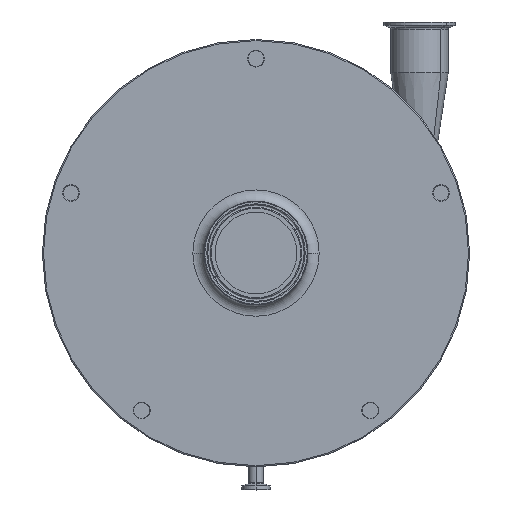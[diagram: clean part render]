
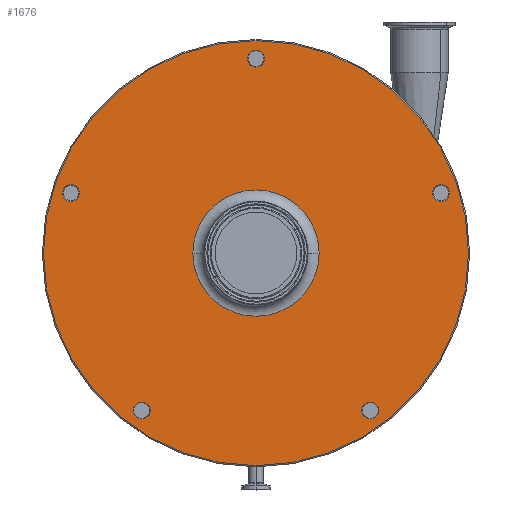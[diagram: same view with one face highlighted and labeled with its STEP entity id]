
A CAD part, top view. The second image highlights one B-rep face of the part: STEP entity #1676.
In plain terms, the highlighted planar face has unit normal (0, 0, 1).
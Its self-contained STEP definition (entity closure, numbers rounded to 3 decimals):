
#15 = EDGE_LOOP ( 'NONE', ( #5318, #3856 ) ) ;
#42 = AXIS2_PLACEMENT_3D ( 'NONE', #1870, #2262, #2943 ) ;
#63 = CARTESIAN_POINT ( 'NONE',  ( -101.393, -147.055, 29.5 ) ) ;
#200 = DIRECTION ( 'NONE',  ( -1., 0., 0. ) ) ;
#216 = EDGE_CURVE ( 'NONE', #3384, #2930, #6272, .T. ) ;
#235 = CIRCLE ( 'NONE', #1379, 56. ) ;
#240 = FACE_BOUND ( 'NONE', #4682, .T. ) ;
#419 = EDGE_LOOP ( 'NONE', ( #2562, #7050 ) ) ;
#467 = DIRECTION ( 'NONE',  ( 0., 0., 1. ) ) ;
#571 = EDGE_LOOP ( 'NONE', ( #1932, #3801 ) ) ;
#582 = CARTESIAN_POINT ( 'NONE',  ( 101.393, -139.555, 29.5 ) ) ;
#590 = ORIENTED_EDGE ( 'NONE', *, *, #6617, .F. ) ;
#658 = ORIENTED_EDGE ( 'NONE', *, *, #216, .F. ) ;
#677 = AXIS2_PLACEMENT_3D ( 'NONE', #2435, #4081, #1348 ) ;
#679 = ORIENTED_EDGE ( 'NONE', *, *, #2021, .F. ) ;
#729 = AXIS2_PLACEMENT_3D ( 'NONE', #2159, #467, #4308 ) ;
#758 = DIRECTION ( 'NONE',  ( 0., 0., 1. ) ) ;
#803 = FACE_BOUND ( 'NONE', #571, .T. ) ;
#813 = CARTESIAN_POINT ( 'NONE',  ( 164.057, 60.805, 29.5 ) ) ;
#832 = FACE_OUTER_BOUND ( 'NONE', #419, .T. ) ;
#846 = CARTESIAN_POINT ( 'NONE',  ( 56., 0., 29.5 ) ) ;
#916 = VERTEX_POINT ( 'NONE', #4876 ) ;
#947 = CIRCLE ( 'NONE', #5668, 7.5 ) ;
#949 = DIRECTION ( 'NONE',  ( -1., 0., 0. ) ) ;
#1173 = AXIS2_PLACEMENT_3D ( 'NONE', #6212, #6679, #6791 ) ;
#1269 = CARTESIAN_POINT ( 'NONE',  ( -7.5, 172.5, 29.5 ) ) ;
#1277 = VERTEX_POINT ( 'NONE', #813 ) ;
#1309 = VERTEX_POINT ( 'NONE', #846 ) ;
#1348 = DIRECTION ( 'NONE',  ( -1., 0., 0. ) ) ;
#1379 = AXIS2_PLACEMENT_3D ( 'NONE', #6658, #2362, #200 ) ;
#1413 = EDGE_CURVE ( 'NONE', #5299, #916, #1712, .T. ) ;
#1441 = EDGE_LOOP ( 'NONE', ( #2066, #3594 ) ) ;
#1462 = DIRECTION ( 'NONE',  ( 0., 0., 1. ) ) ;
#1485 = FACE_BOUND ( 'NONE', #15, .T. ) ;
#1641 = CIRCLE ( 'NONE', #3495, 7.5 ) ;
#1676 = ADVANCED_FACE ( 'NONE', ( #2536, #5258, #1485, #240, #3606, #832, #803 ), #1964, .F. ) ;
#1682 = CARTESIAN_POINT ( 'NONE',  ( 101.393, -132.055, 29.5 ) ) ;
#1712 = CIRCLE ( 'NONE', #5261, 188.5 ) ;
#1723 = EDGE_CURVE ( 'NONE', #5218, #1309, #3771, .T. ) ;
#1730 = DIRECTION ( 'NONE',  ( 0., -1., 0. ) ) ;
#1740 = DIRECTION ( 'NONE',  ( 0., -1., 0. ) ) ;
#1870 = CARTESIAN_POINT ( 'NONE',  ( 0., 0., 29.5 ) ) ;
#1897 = CIRCLE ( 'NONE', #5911, 7.5 ) ;
#1932 = ORIENTED_EDGE ( 'NONE', *, *, #1723, .T. ) ;
#1964 = PLANE ( 'NONE',  #677 ) ;
#2021 = EDGE_CURVE ( 'NONE', #2930, #3384, #3201, .T. ) ;
#2066 = ORIENTED_EDGE ( 'NONE', *, *, #4965, .F. ) ;
#2155 = CARTESIAN_POINT ( 'NONE',  ( 101.393, -147.055, 29.5 ) ) ;
#2159 = CARTESIAN_POINT ( 'NONE',  ( -164.057, 53.305, 29.5 ) ) ;
#2167 = EDGE_CURVE ( 'NONE', #2470, #2493, #2876, .T. ) ;
#2184 = CARTESIAN_POINT ( 'NONE',  ( -101.393, -139.555, 29.5 ) ) ;
#2262 = DIRECTION ( 'NONE',  ( 0., 0., 1. ) ) ;
#2362 = DIRECTION ( 'NONE',  ( 0., 0., -1. ) ) ;
#2435 = CARTESIAN_POINT ( 'NONE',  ( 0., 189.5, 29.5 ) ) ;
#2443 = DIRECTION ( 'NONE',  ( 0., 0., 1. ) ) ;
#2470 = VERTEX_POINT ( 'NONE', #2155 ) ;
#2493 = VERTEX_POINT ( 'NONE', #1682 ) ;
#2536 = FACE_BOUND ( 'NONE', #6834, .T. ) ;
#2562 = ORIENTED_EDGE ( 'NONE', *, *, #1413, .T. ) ;
#2864 = ORIENTED_EDGE ( 'NONE', *, *, #5782, .F. ) ;
#2876 = CIRCLE ( 'NONE', #6530, 7.5 ) ;
#2899 = CARTESIAN_POINT ( 'NONE',  ( 7.5, 172.5, 29.5 ) ) ;
#2930 = VERTEX_POINT ( 'NONE', #2899 ) ;
#2943 = DIRECTION ( 'NONE',  ( -1., 0., 0. ) ) ;
#2992 = EDGE_CURVE ( 'NONE', #1309, #5218, #235, .T. ) ;
#3201 = CIRCLE ( 'NONE', #3436, 7.5 ) ;
#3206 = VERTEX_POINT ( 'NONE', #4793 ) ;
#3331 = ORIENTED_EDGE ( 'NONE', *, *, #6117, .F. ) ;
#3384 = VERTEX_POINT ( 'NONE', #1269 ) ;
#3388 = DIRECTION ( 'NONE',  ( 0., 0., 1. ) ) ;
#3432 = DIRECTION ( 'NONE',  ( 0., 0., 1. ) ) ;
#3436 = AXIS2_PLACEMENT_3D ( 'NONE', #6610, #6037, #6176 ) ;
#3481 = CIRCLE ( 'NONE', #1173, 7.5 ) ;
#3483 = AXIS2_PLACEMENT_3D ( 'NONE', #2184, #4368, #6552 ) ;
#3495 = AXIS2_PLACEMENT_3D ( 'NONE', #582, #4460, #1730 ) ;
#3594 = ORIENTED_EDGE ( 'NONE', *, *, #5002, .F. ) ;
#3606 = FACE_BOUND ( 'NONE', #6111, .T. ) ;
#3689 = CARTESIAN_POINT ( 'NONE',  ( 0., 0., 29.5 ) ) ;
#3706 = VERTEX_POINT ( 'NONE', #5206 ) ;
#3716 = CIRCLE ( 'NONE', #729, 7.5 ) ;
#3771 = CIRCLE ( 'NONE', #4694, 56. ) ;
#3801 = ORIENTED_EDGE ( 'NONE', *, *, #2992, .T. ) ;
#3822 = CIRCLE ( 'NONE', #3483, 7.5 ) ;
#3856 = ORIENTED_EDGE ( 'NONE', *, *, #5598, .F. ) ;
#3962 = CARTESIAN_POINT ( 'NONE',  ( -188.5, 0., 29.5 ) ) ;
#3971 = CARTESIAN_POINT ( 'NONE',  ( -101.393, -139.555, 29.5 ) ) ;
#4081 = DIRECTION ( 'NONE',  ( 0., 0., -1. ) ) ;
#4253 = CARTESIAN_POINT ( 'NONE',  ( 0., 0., 29.5 ) ) ;
#4308 = DIRECTION ( 'NONE',  ( 0., -1., 0. ) ) ;
#4324 = CARTESIAN_POINT ( 'NONE',  ( 164.057, 53.305, 29.5 ) ) ;
#4368 = DIRECTION ( 'NONE',  ( 0., 0., 1. ) ) ;
#4460 = DIRECTION ( 'NONE',  ( 0., 0., 1. ) ) ;
#4528 = CIRCLE ( 'NONE', #6578, 7.5 ) ;
#4546 = DIRECTION ( 'NONE',  ( 0., -1., 0. ) ) ;
#4615 = CARTESIAN_POINT ( 'NONE',  ( -164.057, 53.305, 29.5 ) ) ;
#4682 = EDGE_LOOP ( 'NONE', ( #2864, #6656 ) ) ;
#4694 = AXIS2_PLACEMENT_3D ( 'NONE', #4253, #6438, #4873 ) ;
#4793 = CARTESIAN_POINT ( 'NONE',  ( 164.057, 45.805, 29.5 ) ) ;
#4873 = DIRECTION ( 'NONE',  ( -1., 0., 0. ) ) ;
#4876 = CARTESIAN_POINT ( 'NONE',  ( 188.5, 0., 29.5 ) ) ;
#4878 = VERTEX_POINT ( 'NONE', #6701 ) ;
#4937 = CARTESIAN_POINT ( 'NONE',  ( -56., 0., 29.5 ) ) ;
#4965 = EDGE_CURVE ( 'NONE', #6155, #5574, #3822, .T. ) ;
#5002 = EDGE_CURVE ( 'NONE', #5574, #6155, #947, .T. ) ;
#5206 = CARTESIAN_POINT ( 'NONE',  ( -164.057, 45.805, 29.5 ) ) ;
#5218 = VERTEX_POINT ( 'NONE', #4937 ) ;
#5256 = EDGE_CURVE ( 'NONE', #1277, #3206, #4528, .T. ) ;
#5258 = FACE_BOUND ( 'NONE', #1441, .T. ) ;
#5261 = AXIS2_PLACEMENT_3D ( 'NONE', #3689, #1462, #949 ) ;
#5299 = VERTEX_POINT ( 'NONE', #3962 ) ;
#5318 = ORIENTED_EDGE ( 'NONE', *, *, #2167, .F. ) ;
#5519 = CARTESIAN_POINT ( 'NONE',  ( 101.393, -139.555, 29.5 ) ) ;
#5557 = DIRECTION ( 'NONE',  ( 0., -1., 0. ) ) ;
#5574 = VERTEX_POINT ( 'NONE', #6645 ) ;
#5598 = EDGE_CURVE ( 'NONE', #2493, #2470, #1641, .T. ) ;
#5629 = DIRECTION ( 'NONE',  ( 0., 0., 1. ) ) ;
#5668 = AXIS2_PLACEMENT_3D ( 'NONE', #3971, #3432, #6775 ) ;
#5674 = CIRCLE ( 'NONE', #42, 188.5 ) ;
#5712 = DIRECTION ( 'NONE',  ( 1., 0., 0. ) ) ;
#5782 = EDGE_CURVE ( 'NONE', #3206, #1277, #3481, .T. ) ;
#5911 = AXIS2_PLACEMENT_3D ( 'NONE', #4615, #758, #4546 ) ;
#5936 = AXIS2_PLACEMENT_3D ( 'NONE', #6821, #2443, #5712 ) ;
#6037 = DIRECTION ( 'NONE',  ( 0., 0., 1. ) ) ;
#6111 = EDGE_LOOP ( 'NONE', ( #679, #658 ) ) ;
#6117 = EDGE_CURVE ( 'NONE', #4878, #3706, #3716, .T. ) ;
#6155 = VERTEX_POINT ( 'NONE', #63 ) ;
#6176 = DIRECTION ( 'NONE',  ( 1., 0., 0. ) ) ;
#6212 = CARTESIAN_POINT ( 'NONE',  ( 164.057, 53.305, 29.5 ) ) ;
#6222 = EDGE_CURVE ( 'NONE', #916, #5299, #5674, .T. ) ;
#6272 = CIRCLE ( 'NONE', #5936, 7.5 ) ;
#6438 = DIRECTION ( 'NONE',  ( 0., 0., -1. ) ) ;
#6530 = AXIS2_PLACEMENT_3D ( 'NONE', #5519, #5629, #5557 ) ;
#6552 = DIRECTION ( 'NONE',  ( 0., -1., 0. ) ) ;
#6578 = AXIS2_PLACEMENT_3D ( 'NONE', #4324, #3388, #1740 ) ;
#6610 = CARTESIAN_POINT ( 'NONE',  ( 0., 172.5, 29.5 ) ) ;
#6617 = EDGE_CURVE ( 'NONE', #3706, #4878, #1897, .T. ) ;
#6645 = CARTESIAN_POINT ( 'NONE',  ( -101.393, -132.055, 29.5 ) ) ;
#6656 = ORIENTED_EDGE ( 'NONE', *, *, #5256, .F. ) ;
#6658 = CARTESIAN_POINT ( 'NONE',  ( 0., 0., 29.5 ) ) ;
#6679 = DIRECTION ( 'NONE',  ( 0., 0., 1. ) ) ;
#6701 = CARTESIAN_POINT ( 'NONE',  ( -164.057, 60.805, 29.5 ) ) ;
#6775 = DIRECTION ( 'NONE',  ( 0., -1., 0. ) ) ;
#6791 = DIRECTION ( 'NONE',  ( 0., -1., 0. ) ) ;
#6821 = CARTESIAN_POINT ( 'NONE',  ( 0., 172.5, 29.5 ) ) ;
#6834 = EDGE_LOOP ( 'NONE', ( #590, #3331 ) ) ;
#7050 = ORIENTED_EDGE ( 'NONE', *, *, #6222, .T. ) ;
